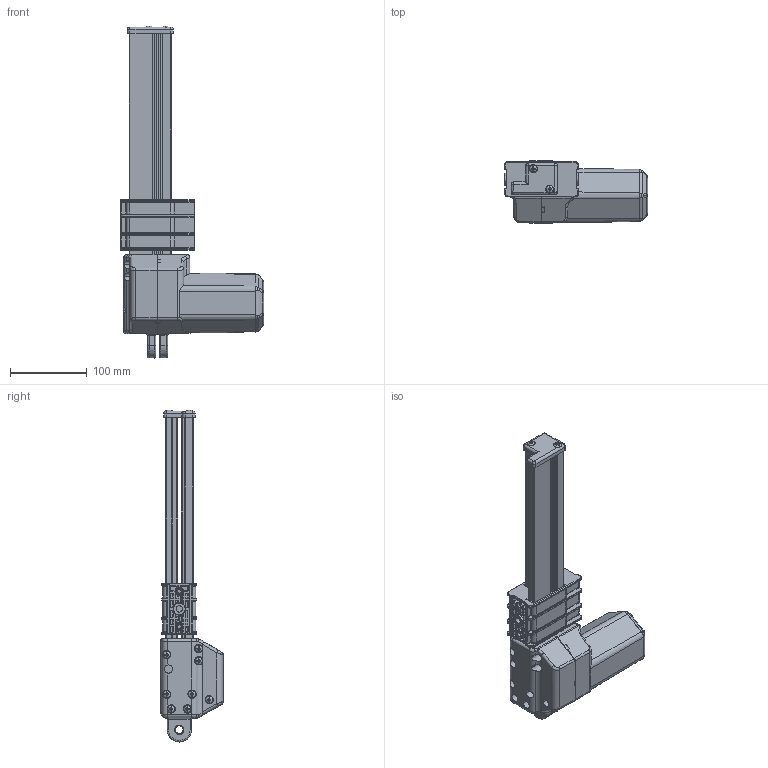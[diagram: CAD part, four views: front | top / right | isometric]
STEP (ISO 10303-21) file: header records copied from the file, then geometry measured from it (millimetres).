
FILE_DESCRIPTION (( 'STEP AP203' ), '1' );
FILE_NAME ('Betadrive.STEP', '2015-03-10T07:52:01', ( 'admin' ), ( 'Hewlett-Packard Company' ), 'SwSTEP 2.0', 'SolidWorks 2014', '' );
FILE_SCHEMA (( 'CONFIG_CONTROL_DESIGN' ));
Products named in the file (1): Betadrive
Bounding box: 186.5 x 81 x 431.62 mm (x, y, z)
Volume: 1386615.7 mm3; surface area: 251279.2 mm2
Topology: 2 solids, 3 shells, 2095 faces, 5117 edges, 3060 vertices
Faces by surface type: cylinder 706, plane 668, bspline 564, cone 137, sphere 20
Entity records: 74960 total; most frequent: CARTESIAN_POINT 29360, ORIENTED_EDGE 10170, DIRECTION 8847, EDGE_CURVE 5085, AXIS2_PLACEMENT_3D 3223, VERTEX_POINT 3060, VECTOR 2401, LINE 2401
